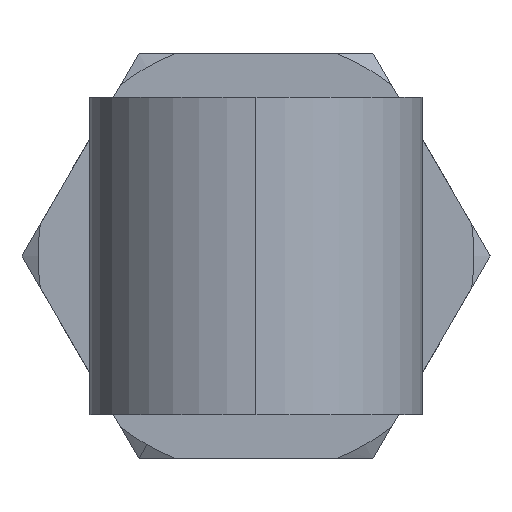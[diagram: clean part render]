
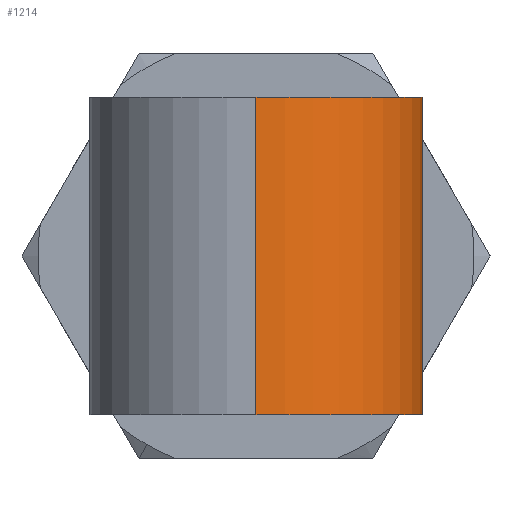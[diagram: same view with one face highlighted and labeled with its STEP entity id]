
A CAD part, left-side view. The second image highlights one B-rep face of the part: STEP entity #1214.
In plain terms, the highlighted cylindrical face has radius 3.905 mm (diameter 7.81 mm), a partial arc.
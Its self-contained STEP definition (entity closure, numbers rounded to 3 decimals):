
#109 = DIRECTION ( 'NONE',  ( 0., 0., 1. ) ) ;
#118 = DIRECTION ( 'NONE',  ( 1., 0., 0. ) ) ;
#128 = AXIS2_PLACEMENT_3D ( 'NONE', #2469, #1615, #1403 ) ;
#134 = AXIS2_PLACEMENT_3D ( 'NONE', #758, #318, #2708 ) ;
#167 = CARTESIAN_POINT ( 'NONE',  ( 4.763, 0., -3.73 ) ) ;
#313 = VERTEX_POINT ( 'NONE', #380 ) ;
#318 = DIRECTION ( 'NONE',  ( 0., 0., 1. ) ) ;
#370 = VERTEX_POINT ( 'NONE', #2194 ) ;
#380 = CARTESIAN_POINT ( 'NONE',  ( 4.763, -3.905, 3.73 ) ) ;
#397 = CARTESIAN_POINT ( 'NONE',  ( 8.668, 0., -3.73 ) ) ;
#511 = EDGE_LOOP ( 'NONE', ( #535, #1087, #519, #1871 ) ) ;
#519 = ORIENTED_EDGE ( 'NONE', *, *, #1160, .F. ) ;
#535 = ORIENTED_EDGE ( 'NONE', *, *, #631, .T. ) ;
#631 = EDGE_CURVE ( 'NONE', #370, #2602, #2088, .T. ) ;
#758 = CARTESIAN_POINT ( 'NONE',  ( 4.763, 0., 3.73 ) ) ;
#983 = VERTEX_POINT ( 'NONE', #2388 ) ;
#1022 = CYLINDRICAL_SURFACE ( 'NONE', #2136, 3.905 ) ;
#1052 = LINE ( 'NONE', #2757, #2184 ) ;
#1087 = ORIENTED_EDGE ( 'NONE', *, *, #2229, .T. ) ;
#1153 = CARTESIAN_POINT ( 'NONE',  ( 4.763, -3.905, -3.73 ) ) ;
#1160 = EDGE_CURVE ( 'NONE', #313, #983, #2183, .T. ) ;
#1205 = LINE ( 'NONE', #1153, #2725 ) ;
#1214 = ADVANCED_FACE ( 'NONE', ( #1877 ), #1022, .T. ) ;
#1403 = DIRECTION ( 'NONE',  ( 1., 0., 0. ) ) ;
#1615 = DIRECTION ( 'NONE',  ( 0., 0., 1. ) ) ;
#1871 = ORIENTED_EDGE ( 'NONE', *, *, #2521, .F. ) ;
#1877 = FACE_OUTER_BOUND ( 'NONE', #511, .T. ) ;
#1919 = DIRECTION ( 'NONE',  ( 0., 0., 1. ) ) ;
#2088 = CIRCLE ( 'NONE', #128, 3.905 ) ;
#2136 = AXIS2_PLACEMENT_3D ( 'NONE', #167, #2519, #118 ) ;
#2183 = CIRCLE ( 'NONE', #134, 3.905 ) ;
#2184 = VECTOR ( 'NONE', #1919, 1000. ) ;
#2194 = CARTESIAN_POINT ( 'NONE',  ( 4.763, -3.905, -3.73 ) ) ;
#2229 = EDGE_CURVE ( 'NONE', #2602, #983, #1052, .T. ) ;
#2388 = CARTESIAN_POINT ( 'NONE',  ( 8.668, 0., 3.73 ) ) ;
#2469 = CARTESIAN_POINT ( 'NONE',  ( 4.763, 0., -3.73 ) ) ;
#2519 = DIRECTION ( 'NONE',  ( 0., 0., 1. ) ) ;
#2521 = EDGE_CURVE ( 'NONE', #370, #313, #1205, .T. ) ;
#2602 = VERTEX_POINT ( 'NONE', #397 ) ;
#2708 = DIRECTION ( 'NONE',  ( 1., 0., 0. ) ) ;
#2725 = VECTOR ( 'NONE', #109, 1000. ) ;
#2757 = CARTESIAN_POINT ( 'NONE',  ( 8.668, 0., -3.73 ) ) ;
